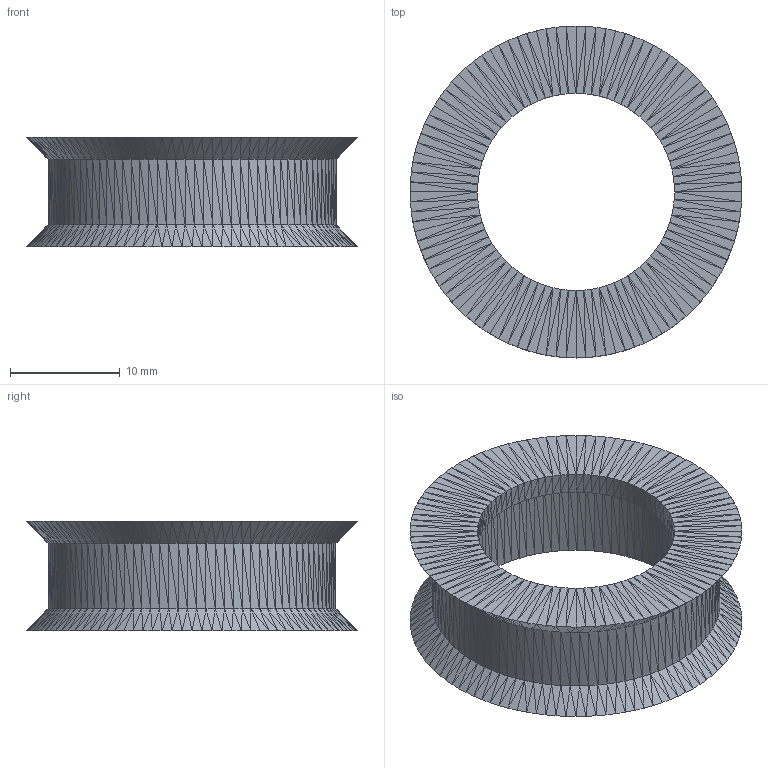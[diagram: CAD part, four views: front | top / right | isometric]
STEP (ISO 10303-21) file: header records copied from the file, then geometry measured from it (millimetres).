
FILE_DESCRIPTION((''),'2;1');
FILE_NAME('y_turn_pulley v2', '2025-02-06T18:29:46', (''), (''), 'ImageToStl.com STEP Converter','', '');
FILE_SCHEMA(('AUTOMOTIVE_DESIGN_CC2'));
Length unit declared in the file: metre
Products named in the file (1): product0
Bounding box: 30.3 x 30.3 x 10 mm (x, y, z)
Surface area: 2604.7 mm2 (no closed solid volume)
Topology: 0 solids, 1480 shells, 1480 faces, 4440 edges, 740 vertices
Faces by surface type: plane 1480
Entity records: 34075 total; most frequent: DIRECTION 7402, ORIENTED_EDGE 4440, EDGE_CURVE 4440, LINE 4440, VECTOR 4440, AXIS2_PLACEMENT_3D 1481, FACE_SURFACE 1480, PLANE 1480
